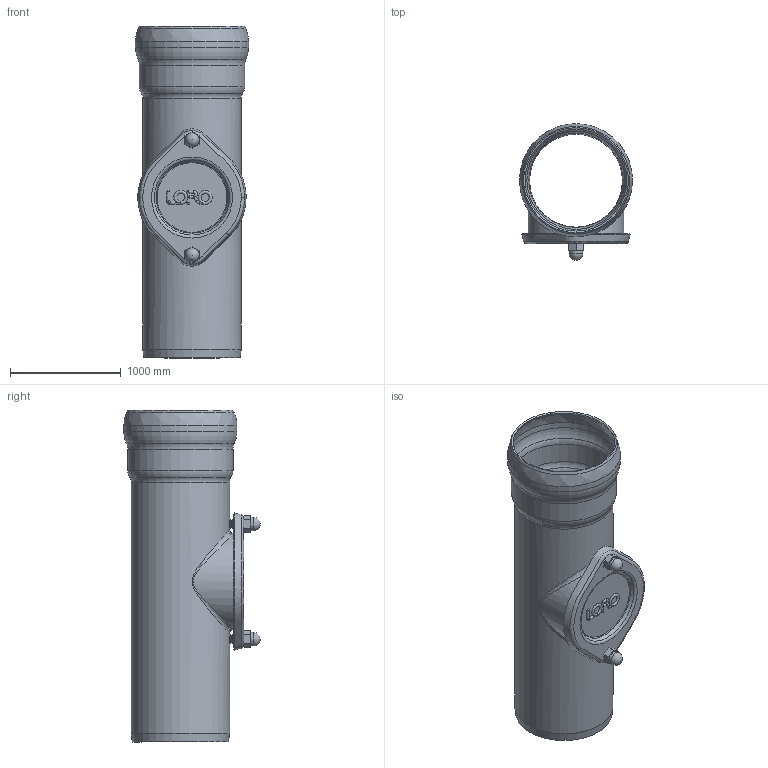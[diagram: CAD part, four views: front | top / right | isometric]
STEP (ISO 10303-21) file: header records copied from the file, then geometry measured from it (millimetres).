
FILE_DESCRIPTION(/* description */ (''),/* implementation_level */ '2;1');
FILE_NAME(/* name */ '00550.080X_3D.stp',/* time_stamp */ '2024-12-11T12:57:19+01:00',/* author */ ('CAD'),/* organization */ (''),/* preprocessor_version */ 'ST-DEVELOPER v20',/* originating_system */ 'AutoCAD Mechanical',/* authorisation */ '');
FILE_SCHEMA (('AUTOMOTIVE_DESIGN { 1 0 10303 214 3 1 1 }'));
Length unit declared in the file: centimetre
Products named in the file (3): Product; *S0; DIN_1587_M8_Sechskant-Hutmutter
Assembly tree (3 placements, depth 2):
  Product
    *S0
    DIN_1587_M8_Sechskant-Hutmutter  x2
Bounding box: 1022 x 1232 x 3000 mm (x, y, z)
Volume: 170127292 mm3; surface area: 19940955.8 mm2
Topology: 7 solids, 7 shells, 168 faces, 394 edges, 245 vertices
Faces by surface type: cone 66, plane 35, cylinder 27, torus 20, bspline 15, sphere 5
Full cylindrical faces by diameter (mm): 66.47 x2, 80 x2, 100 x2, 125 x2, 700 x1, 830 x1, 858 x1, 862 x1, 890 x1, 920 x2, 952 x1, 1022 x1
Entity records: 19942 total; most frequent: CARTESIAN_POINT 16451, DIRECTION 745, ORIENTED_EDGE 686, EDGE_CURVE 343, AXIS2_PLACEMENT_3D 323, VERTEX_POINT 211, CIRCLE 179, EDGE_LOOP 162
